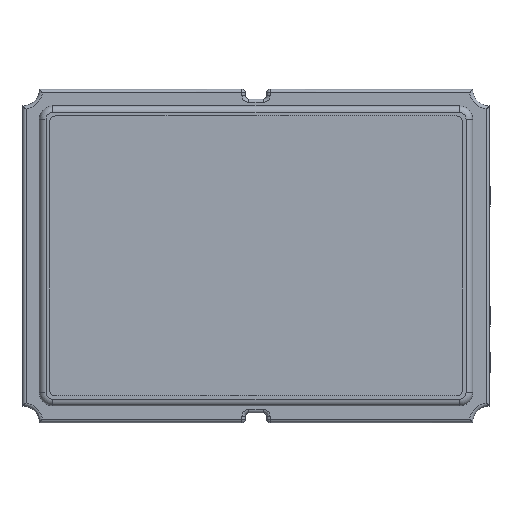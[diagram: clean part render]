
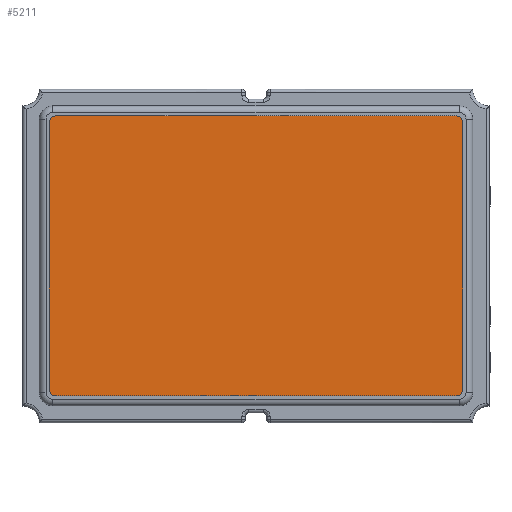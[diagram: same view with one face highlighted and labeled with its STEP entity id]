
A CAD part, top view. The second image highlights one B-rep face of the part: STEP entity #5211.
In plain terms, the highlighted planar face has unit normal (0, 0, 1).
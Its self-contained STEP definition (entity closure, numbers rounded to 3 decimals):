
#4806 = PLANE('',#4807);
#4807 = AXIS2_PLACEMENT_3D('',#4808,#4809,#4810);
#4808 = CARTESIAN_POINT('',(-3.1,2.1,1.1));
#4809 = DIRECTION('',(0.,1.,0.));
#4810 = DIRECTION('',(1.,0.,0.));
#4831 = VERTEX_POINT('',#4832);
#4832 = CARTESIAN_POINT('',(-3.,2.1,1.11));
#4846 = CYLINDRICAL_SURFACE('',#4847,0.1);
#4847 = AXIS2_PLACEMENT_3D('',#4848,#4849,#4850);
#4848 = CARTESIAN_POINT('',(-3.,2.,1.1));
#4849 = DIRECTION('',(0.,0.,1.));
#4850 = DIRECTION('',(0.,1.,0.));
#4858 = EDGE_CURVE('',#4831,#4859,#4861,.T.);
#4859 = VERTEX_POINT('',#4860);
#4860 = CARTESIAN_POINT('',(3.,2.1,1.11));
#4861 = SURFACE_CURVE('',#4862,(#4866,#4873),.PCURVE_S1.);
#4862 = LINE('',#4863,#4864);
#4863 = CARTESIAN_POINT('',(-3.1,2.1,1.11));
#4864 = VECTOR('',#4865,1.);
#4865 = DIRECTION('',(1.,0.,0.));
#4866 = PCURVE('',#4806,#4867);
#4867 = DEFINITIONAL_REPRESENTATION('',(#4868),#4872);
#4868 = LINE('',#4869,#4870);
#4869 = CARTESIAN_POINT('',(0.,-0.01));
#4870 = VECTOR('',#4871,1.);
#4871 = DIRECTION('',(1.,0.));
#4872 = ( GEOMETRIC_REPRESENTATION_CONTEXT(2) 
PARAMETRIC_REPRESENTATION_CONTEXT() REPRESENTATION_CONTEXT('2D SPACE',''
  ) );
#4873 = PCURVE('',#4874,#4879);
#4874 = PLANE('',#4875);
#4875 = AXIS2_PLACEMENT_3D('',#4876,#4877,#4878);
#4876 = CARTESIAN_POINT('',(0.,0.,1.11));
#4877 = DIRECTION('',(0.,-0.,-1.));
#4878 = DIRECTION('',(-1.,0.,0.));
#4879 = DEFINITIONAL_REPRESENTATION('',(#4880),#4884);
#4880 = LINE('',#4881,#4882);
#4881 = CARTESIAN_POINT('',(3.1,2.1));
#4882 = VECTOR('',#4883,1.);
#4883 = DIRECTION('',(-1.,0.));
#4884 = ( GEOMETRIC_REPRESENTATION_CONTEXT(2) 
PARAMETRIC_REPRESENTATION_CONTEXT() REPRESENTATION_CONTEXT('2D SPACE',''
  ) );
#4900 = CYLINDRICAL_SURFACE('',#4901,0.1);
#4901 = AXIS2_PLACEMENT_3D('',#4902,#4903,#4904);
#4902 = CARTESIAN_POINT('',(3.,2.,1.1));
#4903 = DIRECTION('',(0.,0.,1.));
#4904 = DIRECTION('',(0.,1.,0.));
#4956 = PLANE('',#4957);
#4957 = AXIS2_PLACEMENT_3D('',#4958,#4959,#4960);
#4958 = CARTESIAN_POINT('',(3.1,2.1,1.1));
#4959 = DIRECTION('',(1.,0.,0.));
#4960 = DIRECTION('',(0.,-1.,0.));
#4985 = CYLINDRICAL_SURFACE('',#4986,0.1);
#4986 = AXIS2_PLACEMENT_3D('',#4987,#4988,#4989);
#4987 = CARTESIAN_POINT('',(3.,-2.,1.1));
#4988 = DIRECTION('',(0.,0.,1.));
#4989 = DIRECTION('',(1.,0.,0.));
#5013 = PLANE('',#5014);
#5014 = AXIS2_PLACEMENT_3D('',#5015,#5016,#5017);
#5015 = CARTESIAN_POINT('',(3.1,-2.1,1.1));
#5016 = DIRECTION('',(0.,-1.,0.));
#5017 = DIRECTION('',(-1.,0.,0.));
#5042 = CYLINDRICAL_SURFACE('',#5043,0.1);
#5043 = AXIS2_PLACEMENT_3D('',#5044,#5045,#5046);
#5044 = CARTESIAN_POINT('',(-3.,-2.,1.1));
#5045 = DIRECTION('',(0.,0.,1.));
#5046 = DIRECTION('',(0.,-1.,0.));
#5070 = PLANE('',#5071);
#5071 = AXIS2_PLACEMENT_3D('',#5072,#5073,#5074);
#5072 = CARTESIAN_POINT('',(-3.1,-2.1,1.1));
#5073 = DIRECTION('',(-1.,0.,0.));
#5074 = DIRECTION('',(0.,1.,0.));
#5113 = VERTEX_POINT('',#5114);
#5114 = CARTESIAN_POINT('',(-3.1,2.,1.11));
#5135 = EDGE_CURVE('',#4831,#5113,#5136,.T.);
#5136 = SURFACE_CURVE('',#5137,(#5142,#5149),.PCURVE_S1.);
#5137 = CIRCLE('',#5138,0.1);
#5138 = AXIS2_PLACEMENT_3D('',#5139,#5140,#5141);
#5139 = CARTESIAN_POINT('',(-3.,2.,1.11));
#5140 = DIRECTION('',(-0.,0.,1.));
#5141 = DIRECTION('',(0.,-1.,0.));
#5142 = PCURVE('',#4846,#5143);
#5143 = DEFINITIONAL_REPRESENTATION('',(#5144),#5148);
#5144 = LINE('',#5145,#5146);
#5145 = CARTESIAN_POINT('',(-3.142,0.01));
#5146 = VECTOR('',#5147,1.);
#5147 = DIRECTION('',(1.,0.));
#5148 = ( GEOMETRIC_REPRESENTATION_CONTEXT(2) 
PARAMETRIC_REPRESENTATION_CONTEXT() REPRESENTATION_CONTEXT('2D SPACE',''
  ) );
#5149 = PCURVE('',#4874,#5150);
#5150 = DEFINITIONAL_REPRESENTATION('',(#5151),#5159);
#5151 = ( BOUNDED_CURVE() B_SPLINE_CURVE(2,(#5152,#5153,#5154,#5155,
#5156,#5157,#5158),.UNSPECIFIED.,.T.,.F.) B_SPLINE_CURVE_WITH_KNOTS((1,2
    ,2,2,2,1),(-2.094,0.,2.094,4.189,
6.283,8.378),.UNSPECIFIED.) CURVE() 
GEOMETRIC_REPRESENTATION_ITEM() RATIONAL_B_SPLINE_CURVE((1.,0.5,1.,0.5,
1.,0.5,1.)) REPRESENTATION_ITEM('') );
#5152 = CARTESIAN_POINT('',(3.,1.9));
#5153 = CARTESIAN_POINT('',(2.827,1.9));
#5154 = CARTESIAN_POINT('',(2.913,2.05));
#5155 = CARTESIAN_POINT('',(3.,2.2));
#5156 = CARTESIAN_POINT('',(3.087,2.05));
#5157 = CARTESIAN_POINT('',(3.173,1.9));
#5158 = CARTESIAN_POINT('',(3.,1.9));
#5159 = ( GEOMETRIC_REPRESENTATION_CONTEXT(2) 
PARAMETRIC_REPRESENTATION_CONTEXT() REPRESENTATION_CONTEXT('2D SPACE',''
  ) );
#5167 = VERTEX_POINT('',#5168);
#5168 = CARTESIAN_POINT('',(3.1,2.,1.11));
#5189 = EDGE_CURVE('',#4859,#5167,#5190,.T.);
#5190 = SURFACE_CURVE('',#5191,(#5196,#5203),.PCURVE_S1.);
#5191 = CIRCLE('',#5192,0.1);
#5192 = AXIS2_PLACEMENT_3D('',#5193,#5194,#5195);
#5193 = CARTESIAN_POINT('',(3.,2.,1.11));
#5194 = DIRECTION('',(-0.,-0.,-1.));
#5195 = DIRECTION('',(0.,-1.,0.));
#5196 = PCURVE('',#4900,#5197);
#5197 = DEFINITIONAL_REPRESENTATION('',(#5198),#5202);
#5198 = LINE('',#5199,#5200);
#5199 = CARTESIAN_POINT('',(3.142,0.01));
#5200 = VECTOR('',#5201,1.);
#5201 = DIRECTION('',(-1.,0.));
#5202 = ( GEOMETRIC_REPRESENTATION_CONTEXT(2) 
PARAMETRIC_REPRESENTATION_CONTEXT() REPRESENTATION_CONTEXT('2D SPACE',''
  ) );
#5203 = PCURVE('',#4874,#5204);
#5204 = DEFINITIONAL_REPRESENTATION('',(#5205),#5209);
#5205 = CIRCLE('',#5206,0.1);
#5206 = AXIS2_PLACEMENT_2D('',#5207,#5208);
#5207 = CARTESIAN_POINT('',(-3.,2.));
#5208 = DIRECTION('',(0.,-1.));
#5209 = ( GEOMETRIC_REPRESENTATION_CONTEXT(2) 
PARAMETRIC_REPRESENTATION_CONTEXT() REPRESENTATION_CONTEXT('2D SPACE',''
  ) );
#5211 = ADVANCED_FACE('',(#5212),#4874,.F.);
#5212 = FACE_BOUND('',#5213,.F.);
#5213 = EDGE_LOOP('',(#5214,#5215,#5216,#5239,#5263,#5286,#5310,#5331));
#5214 = ORIENTED_EDGE('',*,*,#4858,.T.);
#5215 = ORIENTED_EDGE('',*,*,#5189,.T.);
#5216 = ORIENTED_EDGE('',*,*,#5217,.T.);
#5217 = EDGE_CURVE('',#5167,#5218,#5220,.T.);
#5218 = VERTEX_POINT('',#5219);
#5219 = CARTESIAN_POINT('',(3.1,-2.,1.11));
#5220 = SURFACE_CURVE('',#5221,(#5225,#5232),.PCURVE_S1.);
#5221 = LINE('',#5222,#5223);
#5222 = CARTESIAN_POINT('',(3.1,2.1,1.11));
#5223 = VECTOR('',#5224,1.);
#5224 = DIRECTION('',(0.,-1.,0.));
#5225 = PCURVE('',#4874,#5226);
#5226 = DEFINITIONAL_REPRESENTATION('',(#5227),#5231);
#5227 = LINE('',#5228,#5229);
#5228 = CARTESIAN_POINT('',(-3.1,2.1));
#5229 = VECTOR('',#5230,1.);
#5230 = DIRECTION('',(0.,-1.));
#5231 = ( GEOMETRIC_REPRESENTATION_CONTEXT(2) 
PARAMETRIC_REPRESENTATION_CONTEXT() REPRESENTATION_CONTEXT('2D SPACE',''
  ) );
#5232 = PCURVE('',#4956,#5233);
#5233 = DEFINITIONAL_REPRESENTATION('',(#5234),#5238);
#5234 = LINE('',#5235,#5236);
#5235 = CARTESIAN_POINT('',(0.,-0.01));
#5236 = VECTOR('',#5237,1.);
#5237 = DIRECTION('',(1.,0.));
#5238 = ( GEOMETRIC_REPRESENTATION_CONTEXT(2) 
PARAMETRIC_REPRESENTATION_CONTEXT() REPRESENTATION_CONTEXT('2D SPACE',''
  ) );
#5239 = ORIENTED_EDGE('',*,*,#5240,.T.);
#5240 = EDGE_CURVE('',#5218,#5241,#5243,.T.);
#5241 = VERTEX_POINT('',#5242);
#5242 = CARTESIAN_POINT('',(3.,-2.1,1.11));
#5243 = SURFACE_CURVE('',#5244,(#5249,#5256),.PCURVE_S1.);
#5244 = CIRCLE('',#5245,0.1);
#5245 = AXIS2_PLACEMENT_3D('',#5246,#5247,#5248);
#5246 = CARTESIAN_POINT('',(3.,-2.,1.11));
#5247 = DIRECTION('',(-0.,-0.,-1.));
#5248 = DIRECTION('',(0.,-1.,0.));
#5249 = PCURVE('',#4874,#5250);
#5250 = DEFINITIONAL_REPRESENTATION('',(#5251),#5255);
#5251 = CIRCLE('',#5252,0.1);
#5252 = AXIS2_PLACEMENT_2D('',#5253,#5254);
#5253 = CARTESIAN_POINT('',(-3.,-2.));
#5254 = DIRECTION('',(0.,-1.));
#5255 = ( GEOMETRIC_REPRESENTATION_CONTEXT(2) 
PARAMETRIC_REPRESENTATION_CONTEXT() REPRESENTATION_CONTEXT('2D SPACE',''
  ) );
#5256 = PCURVE('',#4985,#5257);
#5257 = DEFINITIONAL_REPRESENTATION('',(#5258),#5262);
#5258 = LINE('',#5259,#5260);
#5259 = CARTESIAN_POINT('',(4.712,0.01));
#5260 = VECTOR('',#5261,1.);
#5261 = DIRECTION('',(-1.,0.));
#5262 = ( GEOMETRIC_REPRESENTATION_CONTEXT(2) 
PARAMETRIC_REPRESENTATION_CONTEXT() REPRESENTATION_CONTEXT('2D SPACE',''
  ) );
#5263 = ORIENTED_EDGE('',*,*,#5264,.T.);
#5264 = EDGE_CURVE('',#5241,#5265,#5267,.T.);
#5265 = VERTEX_POINT('',#5266);
#5266 = CARTESIAN_POINT('',(-3.,-2.1,1.11));
#5267 = SURFACE_CURVE('',#5268,(#5272,#5279),.PCURVE_S1.);
#5268 = LINE('',#5269,#5270);
#5269 = CARTESIAN_POINT('',(3.1,-2.1,1.11));
#5270 = VECTOR('',#5271,1.);
#5271 = DIRECTION('',(-1.,0.,0.));
#5272 = PCURVE('',#4874,#5273);
#5273 = DEFINITIONAL_REPRESENTATION('',(#5274),#5278);
#5274 = LINE('',#5275,#5276);
#5275 = CARTESIAN_POINT('',(-3.1,-2.1));
#5276 = VECTOR('',#5277,1.);
#5277 = DIRECTION('',(1.,0.));
#5278 = ( GEOMETRIC_REPRESENTATION_CONTEXT(2) 
PARAMETRIC_REPRESENTATION_CONTEXT() REPRESENTATION_CONTEXT('2D SPACE',''
  ) );
#5279 = PCURVE('',#5013,#5280);
#5280 = DEFINITIONAL_REPRESENTATION('',(#5281),#5285);
#5281 = LINE('',#5282,#5283);
#5282 = CARTESIAN_POINT('',(0.,-0.01));
#5283 = VECTOR('',#5284,1.);
#5284 = DIRECTION('',(1.,0.));
#5285 = ( GEOMETRIC_REPRESENTATION_CONTEXT(2) 
PARAMETRIC_REPRESENTATION_CONTEXT() REPRESENTATION_CONTEXT('2D SPACE',''
  ) );
#5286 = ORIENTED_EDGE('',*,*,#5287,.T.);
#5287 = EDGE_CURVE('',#5265,#5288,#5290,.T.);
#5288 = VERTEX_POINT('',#5289);
#5289 = CARTESIAN_POINT('',(-3.1,-2.,1.11));
#5290 = SURFACE_CURVE('',#5291,(#5296,#5303),.PCURVE_S1.);
#5291 = CIRCLE('',#5292,0.1);
#5292 = AXIS2_PLACEMENT_3D('',#5293,#5294,#5295);
#5293 = CARTESIAN_POINT('',(-3.,-2.,1.11));
#5294 = DIRECTION('',(-0.,-0.,-1.));
#5295 = DIRECTION('',(0.,-1.,0.));
#5296 = PCURVE('',#4874,#5297);
#5297 = DEFINITIONAL_REPRESENTATION('',(#5298),#5302);
#5298 = CIRCLE('',#5299,0.1);
#5299 = AXIS2_PLACEMENT_2D('',#5300,#5301);
#5300 = CARTESIAN_POINT('',(3.,-2.));
#5301 = DIRECTION('',(0.,-1.));
#5302 = ( GEOMETRIC_REPRESENTATION_CONTEXT(2) 
PARAMETRIC_REPRESENTATION_CONTEXT() REPRESENTATION_CONTEXT('2D SPACE',''
  ) );
#5303 = PCURVE('',#5042,#5304);
#5304 = DEFINITIONAL_REPRESENTATION('',(#5305),#5309);
#5305 = LINE('',#5306,#5307);
#5306 = CARTESIAN_POINT('',(-0.,0.01));
#5307 = VECTOR('',#5308,1.);
#5308 = DIRECTION('',(-1.,0.));
#5309 = ( GEOMETRIC_REPRESENTATION_CONTEXT(2) 
PARAMETRIC_REPRESENTATION_CONTEXT() REPRESENTATION_CONTEXT('2D SPACE',''
  ) );
#5310 = ORIENTED_EDGE('',*,*,#5311,.T.);
#5311 = EDGE_CURVE('',#5288,#5113,#5312,.T.);
#5312 = SURFACE_CURVE('',#5313,(#5317,#5324),.PCURVE_S1.);
#5313 = LINE('',#5314,#5315);
#5314 = CARTESIAN_POINT('',(-3.1,-2.1,1.11));
#5315 = VECTOR('',#5316,1.);
#5316 = DIRECTION('',(0.,1.,0.));
#5317 = PCURVE('',#4874,#5318);
#5318 = DEFINITIONAL_REPRESENTATION('',(#5319),#5323);
#5319 = LINE('',#5320,#5321);
#5320 = CARTESIAN_POINT('',(3.1,-2.1));
#5321 = VECTOR('',#5322,1.);
#5322 = DIRECTION('',(0.,1.));
#5323 = ( GEOMETRIC_REPRESENTATION_CONTEXT(2) 
PARAMETRIC_REPRESENTATION_CONTEXT() REPRESENTATION_CONTEXT('2D SPACE',''
  ) );
#5324 = PCURVE('',#5070,#5325);
#5325 = DEFINITIONAL_REPRESENTATION('',(#5326),#5330);
#5326 = LINE('',#5327,#5328);
#5327 = CARTESIAN_POINT('',(0.,-0.01));
#5328 = VECTOR('',#5329,1.);
#5329 = DIRECTION('',(1.,0.));
#5330 = ( GEOMETRIC_REPRESENTATION_CONTEXT(2) 
PARAMETRIC_REPRESENTATION_CONTEXT() REPRESENTATION_CONTEXT('2D SPACE',''
  ) );
#5331 = ORIENTED_EDGE('',*,*,#5135,.F.);
